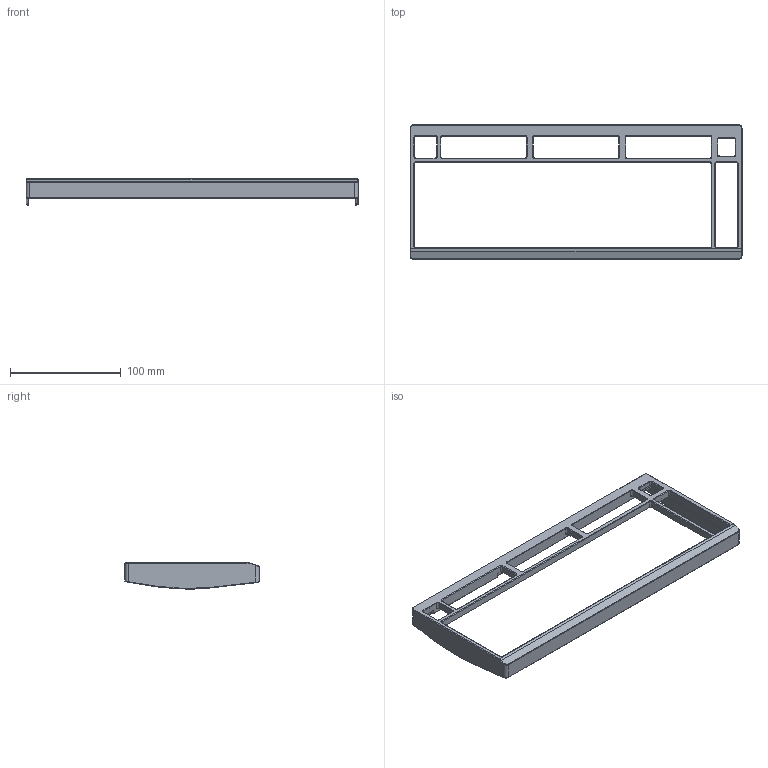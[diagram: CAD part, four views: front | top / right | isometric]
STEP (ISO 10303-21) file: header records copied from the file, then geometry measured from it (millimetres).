
FILE_DESCRIPTION(/* description */ (''),/* implementation_level */ '2;1');
FILE_NAME(/* name */ 'Serendipity 0.3 WK Top.step',/* time_stamp */ '2023-03-02T20:34:43+02:00',/* author */ (''),/* organization */ (''),/* preprocessor_version */ 'ST-DEVELOPER v19.2',/* originating_system */ 'Autodesk Translation Framework v11.17.0.187',/* authorisation */ '');
FILE_SCHEMA (('AUTOMOTIVE_DESIGN { 1 0 10303 214 3 1 1 }'));
Length unit declared in the file: millimetre
Products named in the file (1): Top
Bounding box: 299.46 x 120.96 x 23.63 mm (x, y, z)
Volume: 91398.9 mm3; surface area: 52161 mm2
Topology: 1 solids, 1 shells, 370 faces, 932 edges, 566 vertices
Faces by surface type: plane 157, cylinder 96, cone 78, bspline 39
Full cylindrical faces by diameter (mm): 1.623 x2, 2.529 x16
Entity records: 11601 total; most frequent: CARTESIAN_POINT 2892, ORIENTED_EDGE 1828, DIRECTION 1744, EDGE_CURVE 914, LINE 596, VECTOR 596, AXIS2_PLACEMENT_3D 574, VERTEX_POINT 566
